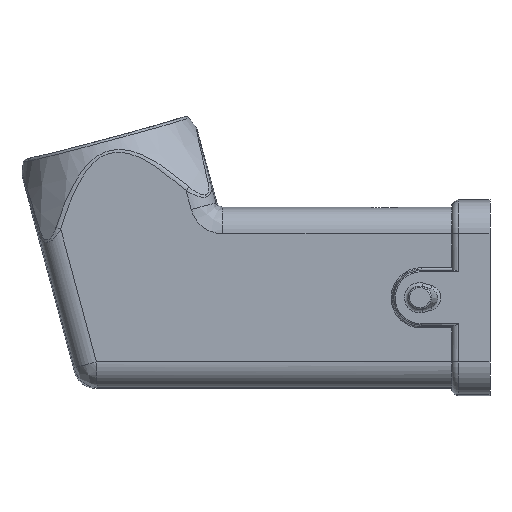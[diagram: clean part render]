
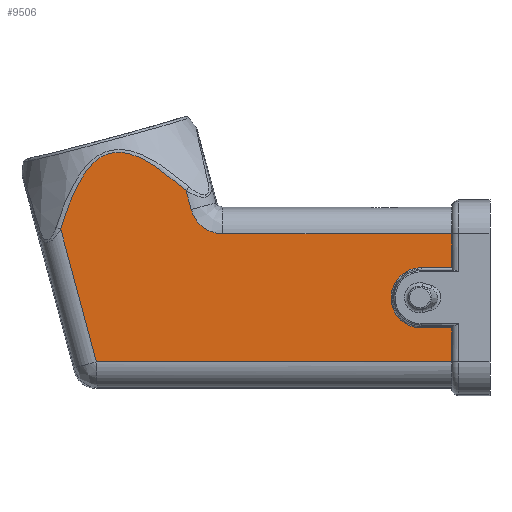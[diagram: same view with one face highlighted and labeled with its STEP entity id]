
A CAD part, left-side view. The second image highlights one B-rep face of the part: STEP entity #9506.
In plain terms, the highlighted planar face has unit normal (-1, 0, 0).
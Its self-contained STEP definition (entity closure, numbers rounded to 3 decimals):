
#2688=DIRECTION('',(0.,1.,0.));
#2689=VECTOR('',#2688,49.);
#2690=CARTESIAN_POINT('',(-12.5,-0.7,
-8.842));
#2691=LINE('',#2690,#2689);
#3104=DIRECTION('',(0.,-0.259,-0.966));
#3105=VECTOR('',#3104,18.988);
#3106=CARTESIAN_POINT('',(-12.5,53.215,9.498));
#3107=LINE('',#3106,#3105);
#3108=CARTESIAN_POINT('',(-12.5,35.914,14.777));
#3109=CARTESIAN_POINT('',(-12.5,36.464,15.277));
#3110=CARTESIAN_POINT('',(-12.5,37.519,16.2));
#3111=CARTESIAN_POINT('',(-12.5,38.986,17.356));
#3112=CARTESIAN_POINT('',(-12.5,40.263,18.258));
#3113=CARTESIAN_POINT('',(-12.5,41.891,19.213));
#3114=CARTESIAN_POINT('',(-12.5,43.443,19.829));
#3115=CARTESIAN_POINT('',(-12.5,44.627,20.073));
#3116=CARTESIAN_POINT('',(-12.5,45.753,20.084));
#3117=CARTESIAN_POINT('',(-12.5,46.831,19.841));
#3118=CARTESIAN_POINT('',(-12.5,47.871,19.298));
#3119=CARTESIAN_POINT('',(-12.5,48.529,18.766));
#3120=CARTESIAN_POINT('',(-12.5,49.281,18.003));
#3121=CARTESIAN_POINT('',(-12.5,50.026,17.016));
#3122=CARTESIAN_POINT('',(-12.5,50.78,15.744));
#3123=CARTESIAN_POINT('',(-12.5,51.475,14.304));
#3124=CARTESIAN_POINT('',(-12.5,51.961,13.144));
#3125=CARTESIAN_POINT('',(-12.5,52.585,11.48));
#3126=CARTESIAN_POINT('',(-12.5,53.,10.197));
#3127=CARTESIAN_POINT('',(-12.5,53.215,9.498));
#3129=DIRECTION('',(0.,0.259,0.966));
#3130=VECTOR('',#3129,2.691);
#3131=CARTESIAN_POINT('',(-12.5,35.217,12.177));
#3132=LINE('',#3131,#3130);
#3133=CARTESIAN_POINT('',(-12.5,3.5,0.));
#3134=DIRECTION('',(1.,0.,0.));
#3135=DIRECTION('',(0.,0.048,-0.999));
#3136=AXIS2_PLACEMENT_3D('',#3133,#3134,#3135);
#3138=CARTESIAN_POINT('',(-12.5,3.5,0.));
#3139=DIRECTION('',(1.,0.,0.));
#3140=DIRECTION('',(0.,0.,-1.));
#3141=AXIS2_PLACEMENT_3D('',#3138,#3139,#3140);
#3147=DIRECTION('',(0.,0.,-1.));
#3148=VECTOR('',#3147,4.689);
#3149=CARTESIAN_POINT('',(-12.5,-0.7,-4.153));
#3150=LINE('',#3149,#3148);
#3156=CARTESIAN_POINT('',(-12.5,-0.7,-4.153));
#3164=DIRECTION('',(0.,-1.,0.));
#3165=VECTOR('',#3164,4.2);
#3166=CARTESIAN_POINT('',(-12.5,3.5,-4.153));
#3167=LINE('',#3166,#3165);
#3276=DIRECTION('',(0.,1.,0.));
#3277=VECTOR('',#3276,4.2);
#3278=CARTESIAN_POINT('',(-12.5,-0.7,
4.153));
#3279=LINE('',#3278,#3277);
#3280=CARTESIAN_POINT('',(-12.5,-0.7,
4.153));
#3287=DIRECTION('',(0.,0.,-1.));
#3288=VECTOR('',#3287,4.689);
#3289=CARTESIAN_POINT('',(-12.5,-0.7,
8.842));
#3290=LINE('',#3289,#3288);
#3319=DIRECTION('',(0.,-1.,0.));
#3320=VECTOR('',#3319,31.571);
#3321=CARTESIAN_POINT('',(-12.5,30.871,8.842));
#3322=LINE('',#3321,#3320);
#3323=CARTESIAN_POINT('',(-12.5,35.217,12.177));
#3324=CARTESIAN_POINT('',(-12.5,35.131,11.855));
#3325=CARTESIAN_POINT('',(-12.5,34.893,11.248));
#3326=CARTESIAN_POINT('',(-12.5,34.344,10.425));
#3327=CARTESIAN_POINT('',(-12.5,33.632,9.744));
#3328=CARTESIAN_POINT('',(-12.5,32.79,9.232));
#3329=CARTESIAN_POINT('',(-12.5,31.853,8.915));
#3330=CARTESIAN_POINT('',(-12.5,31.204,8.842));
#3331=CARTESIAN_POINT('',(-12.5,30.871,8.842));
#3468=CARTESIAN_POINT('',(-12.5,53.215,9.498));
#3470=CARTESIAN_POINT('',(-12.5,35.914,14.777));
#4506=VERTEX_POINT('',#3468);
#4512=CARTESIAN_POINT('',(-12.5,48.3,
-8.842));
#4513=VERTEX_POINT('',#4512);
#4802=VERTEX_POINT('',#3470);
#4803=CARTESIAN_POINT('',(-12.5,35.217,12.177));
#4804=VERTEX_POINT('',#4803);
#4805=VERTEX_POINT('',#3331);
#4826=VERTEX_POINT('',#3156);
#4827=CARTESIAN_POINT('',(-12.5,-0.7,
-8.842));
#4828=VERTEX_POINT('',#4827);
#4843=CARTESIAN_POINT('',(-12.5,3.5,-4.153));
#4844=VERTEX_POINT('',#4843);
#4845=CARTESIAN_POINT('',(-12.5,3.5,4.153));
#4846=VERTEX_POINT('',#4845);
#4847=CARTESIAN_POINT('',(-12.5,3.698,-4.149));
#4848=VERTEX_POINT('',#4847);
#4849=VERTEX_POINT('',#3280);
#4852=CARTESIAN_POINT('',(-12.5,-0.7,8.842));
#4853=VERTEX_POINT('',#4852);
#9477=CARTESIAN_POINT('',(-12.5,9.3,-9.));
#9478=DIRECTION('',(-1.,0.,0.));
#9479=DIRECTION('',(0.,0.,1.));
#9480=AXIS2_PLACEMENT_3D('',#9477,#9478,#9479);
#9481=PLANE('',#9480);
#9483=ORIENTED_EDGE('',*,*,#9482,.T.);
#9484=ORIENTED_EDGE('',*,*,#8871,.T.);
#9486=ORIENTED_EDGE('',*,*,#9485,.F.);
#9488=ORIENTED_EDGE('',*,*,#9487,.F.);
#9489=ORIENTED_EDGE('',*,*,#9466,.F.);
#9491=ORIENTED_EDGE('',*,*,#9490,.T.);
#9493=ORIENTED_EDGE('',*,*,#9492,.T.);
#9495=ORIENTED_EDGE('',*,*,#9494,.T.);
#9497=ORIENTED_EDGE('',*,*,#9496,.T.);
#9499=ORIENTED_EDGE('',*,*,#9498,.F.);
#9501=ORIENTED_EDGE('',*,*,#9500,.F.);
#9503=ORIENTED_EDGE('',*,*,#9502,.T.);
#9504=EDGE_LOOP('',(#9483,#9484,#9486,#9488,#9489,#9491,#9493,#9495,#9497,#9499,
#9501,#9503));
#9505=FACE_OUTER_BOUND('',#9504,.F.);
#9506=ADVANCED_FACE('',(#9505),#9481,.T.);
#3128=B_SPLINE_CURVE_WITH_KNOTS('',3,(#3108,#3109,#3110,#3111,#3112,#3113,#3114,
#3115,#3116,#3117,#3118,#3119,#3120,#3121,#3122,#3123,#3124,#3125,#3126,#3127),
.UNSPECIFIED.,.F.,.F.,(4,1,1,1,1,1,1,1,1,1,1,1,1,1,1,1,1,4),(0.,
0.059,0.118,0.176,0.235,
0.294,0.353,0.412,0.471,
0.529,0.588,0.647,0.706,
0.765,0.824,0.882,0.941,1.),
.UNSPECIFIED.);
#3137=CIRCLE('',#3136,4.153);
#3142=CIRCLE('',#3141,4.153);
#3332=B_SPLINE_CURVE_WITH_KNOTS('',3,(#3323,#3324,#3325,#3326,#3327,#3328,#3329,
#3330,#3331),.UNSPECIFIED.,.F.,.F.,(4,1,1,1,1,1,4),(0.,0.167,
0.333,0.5,0.667,0.833,1.),
.UNSPECIFIED.);
#8871=EDGE_CURVE('',#4828,#4513,#2691,.T.);
#9466=EDGE_CURVE('',#4804,#4802,#3132,.T.);
#9482=EDGE_CURVE('',#4826,#4828,#3150,.T.);
#9485=EDGE_CURVE('',#4506,#4513,#3107,.T.);
#9487=EDGE_CURVE('',#4802,#4506,#3128,.T.);
#9490=EDGE_CURVE('',#4804,#4805,#3332,.T.);
#9492=EDGE_CURVE('',#4805,#4853,#3322,.T.);
#9494=EDGE_CURVE('',#4853,#4849,#3290,.T.);
#9496=EDGE_CURVE('',#4849,#4846,#3279,.T.);
#9498=EDGE_CURVE('',#4848,#4846,#3137,.T.);
#9500=EDGE_CURVE('',#4844,#4848,#3142,.T.);
#9502=EDGE_CURVE('',#4844,#4826,#3167,.T.);
